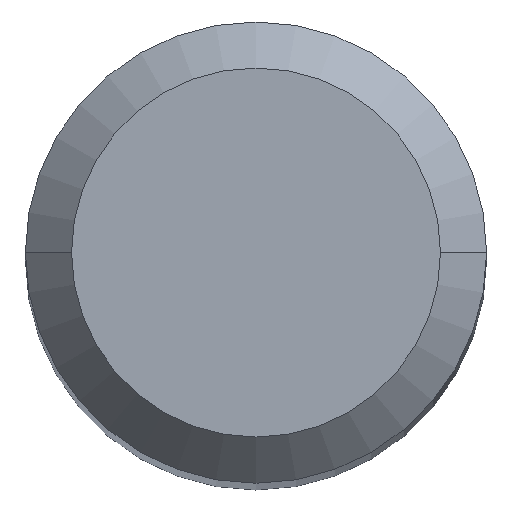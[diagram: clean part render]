
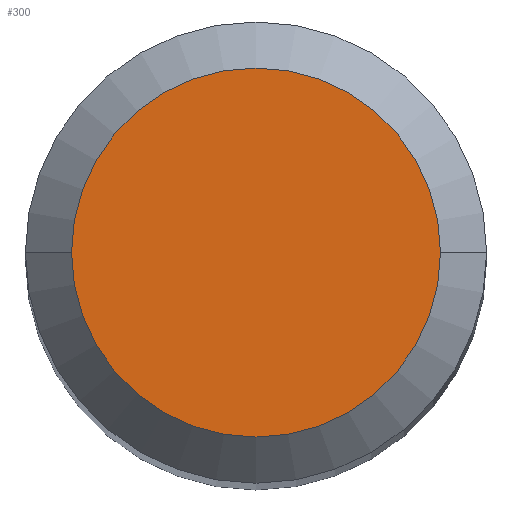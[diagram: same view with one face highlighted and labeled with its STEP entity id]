
A CAD part, top view. The second image highlights one B-rep face of the part: STEP entity #300.
In plain terms, the highlighted planar face has unit normal (0, 0, 1).
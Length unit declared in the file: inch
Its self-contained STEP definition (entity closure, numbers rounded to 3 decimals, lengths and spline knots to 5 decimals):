
#37 = DIRECTION ( 'NONE',  ( 1., 0., 0. ) ) ;
#52 = AXIS2_PLACEMENT_3D ( 'NONE', #122, #316, #163 ) ;
#86 = VERTEX_POINT ( 'NONE', #243 ) ;
#119 = CIRCLE ( 'NONE', #247, 0.05 ) ;
#121 = VERTEX_POINT ( 'NONE', #225 ) ;
#122 = CARTESIAN_POINT ( 'NONE',  ( 0., 0., 0. ) ) ;
#156 = DIRECTION ( 'NONE',  ( 0., 0., 1. ) ) ;
#158 = FACE_OUTER_BOUND ( 'NONE', #483, .T. ) ;
#160 = DIRECTION ( 'NONE',  ( 0., 0., 1. ) ) ;
#163 = DIRECTION ( 'NONE',  ( -1., 0., 0. ) ) ;
#177 = ORIENTED_EDGE ( 'NONE', *, *, #332, .T. ) ;
#198 = ORIENTED_EDGE ( 'NONE', *, *, #411, .T. ) ;
#202 = PLANE ( 'NONE',  #52 ) ;
#225 = CARTESIAN_POINT ( 'NONE',  ( 0.05, 0., 0. ) ) ;
#237 = AXIS2_PLACEMENT_3D ( 'NONE', #490, #160, #347 ) ;
#243 = CARTESIAN_POINT ( 'NONE',  ( -0.05, 0., 0. ) ) ;
#247 = AXIS2_PLACEMENT_3D ( 'NONE', #265, #156, #37 ) ;
#265 = CARTESIAN_POINT ( 'NONE',  ( 0., 0., 0. ) ) ;
#300 = ADVANCED_FACE ( 'NONE', ( #158 ), #202, .F. ) ;
#316 = DIRECTION ( 'NONE',  ( 0., 0., -1. ) ) ;
#332 = EDGE_CURVE ( 'NONE', #86, #121, #119, .T. ) ;
#347 = DIRECTION ( 'NONE',  ( 1., 0., 0. ) ) ;
#407 = CIRCLE ( 'NONE', #237, 0.05 ) ;
#411 = EDGE_CURVE ( 'NONE', #121, #86, #407, .T. ) ;
#483 = EDGE_LOOP ( 'NONE', ( #177, #198 ) ) ;
#490 = CARTESIAN_POINT ( 'NONE',  ( 0., 0., 0. ) ) ;
